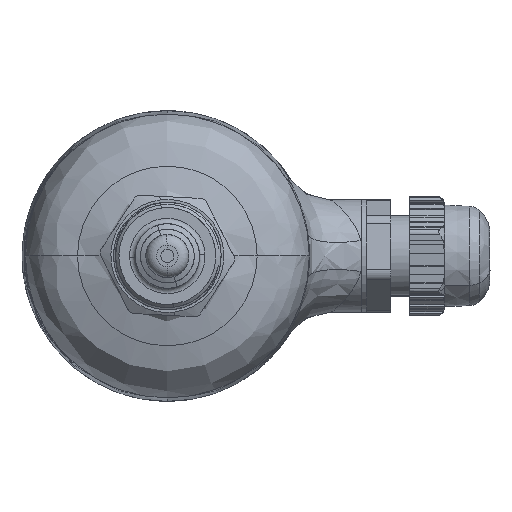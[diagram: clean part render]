
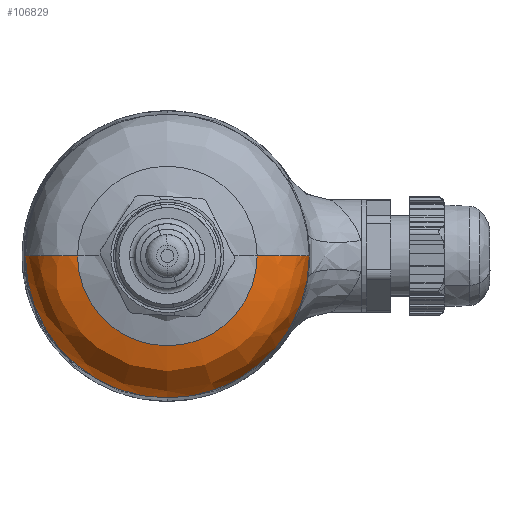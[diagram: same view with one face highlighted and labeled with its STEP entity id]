
A CAD part, front view. The second image highlights one B-rep face of the part: STEP entity #106829.
In plain terms, the highlighted free-form (B-spline) face has degree [3, 3] with [4, 4] control points.
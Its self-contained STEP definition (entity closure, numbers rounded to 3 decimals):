
#4809 = CARTESIAN_POINT ( 'NONE',  ( 26.27, 4.193, 0. ) ) ;
#6041 = CARTESIAN_POINT ( 'NONE',  ( 0., 9.825, 0. ) ) ;
#9209 = CIRCLE ( 'NONE', #42928, 26.369 ) ;
#9609 = CARTESIAN_POINT ( 'NONE',  ( 0., 9.825, -26.369 ) ) ;
#9798 =( BOUNDED_SURFACE ( )  B_SPLINE_SURFACE ( 3, 3, ( 
 ( #64880, #105159, #14693, #95235 ),
 ( #4809, #125662, #35151, #68769 ),
 ( #79945, #129556, #79320, #17927 ),
 ( #109717, #99744, #19221, #48319 ) ),
 .UNSPECIFIED., .F., .F., .F. ) 
 B_SPLINE_SURFACE_WITH_KNOTS ( ( 4, 4 ),
 ( 4, 4 ),
 ( 0., 1. ),
 ( 0., 1. ),
 .UNSPECIFIED. ) 
 GEOMETRIC_REPRESENTATION_ITEM ( )  RATIONAL_B_SPLINE_SURFACE ( (
 ( 1., 0.333, 0.333, 1.),
 ( 0.816, 0.272, 0.272, 0.816),
 ( 0.816, 0.272, 0.272, 0.816),
 ( 1., 0.333, 0.333, 1.) ) ) 
 REPRESENTATION_ITEM ( '' )  SURFACE ( )  );
#11378 = CARTESIAN_POINT ( 'NONE',  ( 0., 9.825, 0. ) ) ;
#12363 = EDGE_CURVE ( 'NONE', #47458, #108495, #60073, .T. ) ;
#14693 = CARTESIAN_POINT ( 'NONE',  ( -26.369, 9.825, -52.737 ) ) ;
#16835 = VERTEX_POINT ( 'NONE', #38593 ) ;
#17333 = DIRECTION ( 'NONE',  ( -1., 0., 0. ) ) ;
#17927 = CARTESIAN_POINT ( 'NONE',  ( -22.315, 0.182, 0. ) ) ;
#18214 = CARTESIAN_POINT ( 'NONE',  ( -16.37, 10., 0. ) ) ;
#19221 = CARTESIAN_POINT ( 'NONE',  ( -16.685, 0.005, -33.37 ) ) ;
#19923 = AXIS2_PLACEMENT_3D ( 'NONE', #126359, #107802, #17333 ) ;
#21914 = DIRECTION ( 'NONE',  ( 0., 1., 0. ) ) ;
#22706 = ORIENTED_EDGE ( 'NONE', *, *, #117374, .F. ) ;
#23730 = ORIENTED_EDGE ( 'NONE', *, *, #120942, .T. ) ;
#28434 = DIRECTION ( 'NONE',  ( -1., 0., 0. ) ) ;
#29951 = AXIS2_PLACEMENT_3D ( 'NONE', #44053, #52635, #82996 ) ;
#33100 = DIRECTION ( 'NONE',  ( -1., 0., 0. ) ) ;
#35151 = CARTESIAN_POINT ( 'NONE',  ( -26.27, 4.193, -52.541 ) ) ;
#35213 = EDGE_CURVE ( 'NONE', #16835, #37693, #101654, .T. ) ;
#37693 = VERTEX_POINT ( 'NONE', #76904 ) ;
#38593 = CARTESIAN_POINT ( 'NONE',  ( 26.369, 9.825, 0. ) ) ;
#42205 = AXIS2_PLACEMENT_3D ( 'NONE', #11378, #21914, #33100 ) ;
#42928 = AXIS2_PLACEMENT_3D ( 'NONE', #6041, #96469, #28434 ) ;
#44053 = CARTESIAN_POINT ( 'NONE',  ( 16.37, 10., 0. ) ) ;
#45493 = VERTEX_POINT ( 'NONE', #9609 ) ;
#47458 = VERTEX_POINT ( 'NONE', #71156 ) ;
#48319 = CARTESIAN_POINT ( 'NONE',  ( -16.685, 0.005, 0. ) ) ;
#52635 = DIRECTION ( 'NONE',  ( 0., 0., -1. ) ) ;
#58519 = DIRECTION ( 'NONE',  ( -1., 0., 0. ) ) ;
#60073 = CIRCLE ( 'NONE', #93804, 10. ) ;
#63714 = ORIENTED_EDGE ( 'NONE', *, *, #35213, .T. ) ;
#64880 = CARTESIAN_POINT ( 'NONE',  ( 26.369, 9.825, 0. ) ) ;
#68769 = CARTESIAN_POINT ( 'NONE',  ( -26.27, 4.193, 0. ) ) ;
#71156 = CARTESIAN_POINT ( 'NONE',  ( -26.369, 9.825, 0. ) ) ;
#71503 = ORIENTED_EDGE ( 'NONE', *, *, #91899, .F. ) ;
#75433 = FACE_OUTER_BOUND ( 'NONE', #117649, .T. ) ;
#76904 = CARTESIAN_POINT ( 'NONE',  ( 16.685, 0.005, 0. ) ) ;
#79320 = CARTESIAN_POINT ( 'NONE',  ( -22.315, 0.182, -44.63 ) ) ;
#79945 = CARTESIAN_POINT ( 'NONE',  ( 22.315, 0.182, 0. ) ) ;
#82996 = DIRECTION ( 'NONE',  ( 1., 0., 0. ) ) ;
#91899 = EDGE_CURVE ( 'NONE', #45493, #47458, #99110, .T. ) ;
#93717 = CIRCLE ( 'NONE', #19923, 16.685 ) ;
#93804 = AXIS2_PLACEMENT_3D ( 'NONE', #18214, #98112, #58519 ) ;
#95235 = CARTESIAN_POINT ( 'NONE',  ( -26.369, 9.825, 0. ) ) ;
#96469 = DIRECTION ( 'NONE',  ( 0., 1., 0. ) ) ;
#98112 = DIRECTION ( 'NONE',  ( 0., 0., 1. ) ) ;
#99110 = CIRCLE ( 'NONE', #42205, 26.369 ) ;
#99744 = CARTESIAN_POINT ( 'NONE',  ( 16.685, 0.005, -33.37 ) ) ;
#101654 = CIRCLE ( 'NONE', #29951, 10. ) ;
#105159 = CARTESIAN_POINT ( 'NONE',  ( 26.369, 9.825, -52.737 ) ) ;
#106829 = ADVANCED_FACE ( 'NONE', ( #75433 ), #9798, .T. ) ;
#107802 = DIRECTION ( 'NONE',  ( 0., 1., 0. ) ) ;
#108495 = VERTEX_POINT ( 'NONE', #113964 ) ;
#109625 = ORIENTED_EDGE ( 'NONE', *, *, #12363, .F. ) ;
#109717 = CARTESIAN_POINT ( 'NONE',  ( 16.685, 0.005, 0. ) ) ;
#113964 = CARTESIAN_POINT ( 'NONE',  ( -16.685, 0.005, 0. ) ) ;
#117374 = EDGE_CURVE ( 'NONE', #16835, #45493, #9209, .T. ) ;
#117649 = EDGE_LOOP ( 'NONE', ( #22706, #63714, #23730, #109625, #71503 ) ) ;
#120942 = EDGE_CURVE ( 'NONE', #37693, #108495, #93717, .T. ) ;
#125662 = CARTESIAN_POINT ( 'NONE',  ( 26.27, 4.193, -52.541 ) ) ;
#126359 = CARTESIAN_POINT ( 'NONE',  ( 0., 0.005, 0. ) ) ;
#129556 = CARTESIAN_POINT ( 'NONE',  ( 22.315, 0.182, -44.63 ) ) ;
